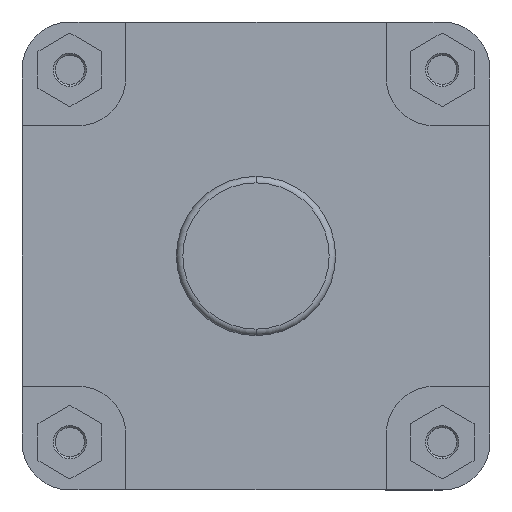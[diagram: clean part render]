
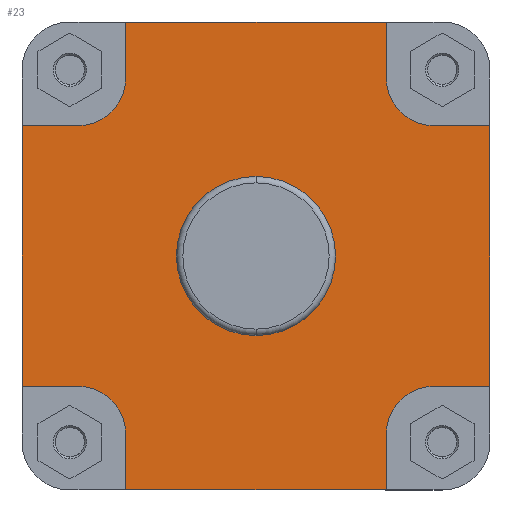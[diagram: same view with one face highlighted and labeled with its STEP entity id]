
A CAD part, left-side view. The second image highlights one B-rep face of the part: STEP entity #23.
In plain terms, the highlighted planar face has unit normal (-1, 0, 0).
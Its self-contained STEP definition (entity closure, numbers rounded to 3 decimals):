
#23 = ADVANCED_FACE ( 'NONE', ( #3004, #3002 ), #6372, .F. ) ;
#296 = AXIS2_PLACEMENT_3D ( 'NONE', #4707, #4713, #4714 ) ;
#311 = AXIS2_PLACEMENT_3D ( 'NONE', #4750, #4757, #4758 ) ;
#313 = AXIS2_PLACEMENT_3D ( 'NONE', #4769, #4770, #4771 ) ;
#315 = AXIS2_PLACEMENT_3D ( 'NONE', #4778, #4779, #4780 ) ;
#316 = AXIS2_PLACEMENT_3D ( 'NONE', #4787, #4788, #4789 ) ;
#399 = AXIS2_PLACEMENT_3D ( 'NONE', #874, #884, #885 ) ;
#874 = CARTESIAN_POINT ( 'NONE',  ( 65., 0., 0. ) ) ;
#884 = DIRECTION ( 'NONE',  ( -1., 0., 0. ) ) ;
#885 = DIRECTION ( 'NONE',  ( 0., 0., 1. ) ) ;
#1380 = CARTESIAN_POINT ( 'NONE',  ( 65., 0., -37.4 ) ) ;
#1387 = CARTESIAN_POINT ( 'NONE',  ( 65., 0., 37.4 ) ) ;
#1590 = CARTESIAN_POINT ( 'NONE',  ( 65., -83.75, -61.25 ) ) ;
#1591 = CARTESIAN_POINT ( 'NONE',  ( 65., -61.25, 110. ) ) ;
#1592 = CARTESIAN_POINT ( 'NONE',  ( 65., -61.25, -110. ) ) ;
#1593 = CARTESIAN_POINT ( 'NONE',  ( 65., 83.75, -61.25 ) ) ;
#1599 = CARTESIAN_POINT ( 'NONE',  ( 65., 110., 61.25 ) ) ;
#1600 = CARTESIAN_POINT ( 'NONE',  ( 65., 61.25, -110. ) ) ;
#1601 = CARTESIAN_POINT ( 'NONE',  ( 65., -61.25, 83.75 ) ) ;
#1602 = CARTESIAN_POINT ( 'NONE',  ( 65., 61.25, 110. ) ) ;
#1603 = CARTESIAN_POINT ( 'NONE',  ( 65., -110., -61.25 ) ) ;
#1604 = CARTESIAN_POINT ( 'NONE',  ( 65., 83.75, 61.25 ) ) ;
#1606 = CARTESIAN_POINT ( 'NONE',  ( 65., -110., 61.25 ) ) ;
#1656 = CARTESIAN_POINT ( 'NONE',  ( 65., 110., -61.25 ) ) ;
#1657 = CARTESIAN_POINT ( 'NONE',  ( 65., 61.25, -83.75 ) ) ;
#1658 = CARTESIAN_POINT ( 'NONE',  ( 65., 61.25, 83.75 ) ) ;
#1659 = CARTESIAN_POINT ( 'NONE',  ( 65., -83.75, 61.25 ) ) ;
#1660 = CARTESIAN_POINT ( 'NONE',  ( 65., -61.25, -83.75 ) ) ;
#2018 = CIRCLE ( 'NONE', #399, 37.4 ) ;
#2913 = EDGE_LOOP ( 'NONE', ( #6852, #6851, #6850, #6849, #6848, #6847, #6846, #6845, #6844, #6843, #6842, #6841, #6840, #6839, #6838, #6837 ) ) ;
#2933 = EDGE_LOOP ( 'NONE', ( #6854, #6853 ) ) ;
#3002 = FACE_OUTER_BOUND ( 'NONE', #2913, .T. ) ;
#3004 = FACE_BOUND ( 'NONE', #2933, .T. ) ;
#3526 = CIRCLE ( 'NONE', #296, 37.4 ) ;
#3536 = LINE ( 'NONE', #4761, #3550 ) ;
#3543 = LINE ( 'NONE', #4759, #3549 ) ;
#3544 = VECTOR ( 'NONE', #4760, 1000. ) ;
#3545 = LINE ( 'NONE', #4763, #3552 ) ;
#3547 = LINE ( 'NONE', #4754, #3544 ) ;
#3548 = CIRCLE ( 'NONE', #311, 22.5 ) ;
#3549 = VECTOR ( 'NONE', #4762, 1000. ) ;
#3550 = VECTOR ( 'NONE', #4764, 1000. ) ;
#3552 = VECTOR ( 'NONE', #4765, 1000. ) ;
#3553 = VECTOR ( 'NONE', #4773, 1000. ) ;
#3554 = LINE ( 'NONE', #4767, #3555 ) ;
#3555 = VECTOR ( 'NONE', #4768, 1000. ) ;
#3556 = LINE ( 'NONE', #4772, #3559 ) ;
#3557 = LINE ( 'NONE', #4766, #3553 ) ;
#3558 = CIRCLE ( 'NONE', #313, 22.5 ) ;
#3559 = VECTOR ( 'NONE', #4774, 1000. ) ;
#3560 = VECTOR ( 'NONE', #4782, 1000. ) ;
#3561 = LINE ( 'NONE', #4776, #3562 ) ;
#3562 = VECTOR ( 'NONE', #4777, 1000. ) ;
#3563 = LINE ( 'NONE', #4781, #3566 ) ;
#3564 = LINE ( 'NONE', #4775, #3560 ) ;
#3565 = CIRCLE ( 'NONE', #315, 22.5 ) ;
#3566 = VECTOR ( 'NONE', #4783, 1000. ) ;
#3567 = VECTOR ( 'NONE', #4792, 1000. ) ;
#3568 = LINE ( 'NONE', #4785, #3569 ) ;
#3569 = VECTOR ( 'NONE', #4786, 1000. ) ;
#3572 = LINE ( 'NONE', #4784, #3567 ) ;
#3573 = CIRCLE ( 'NONE', #316, 22.5 ) ;
#4707 = CARTESIAN_POINT ( 'NONE',  ( 65., 0., 0. ) ) ;
#4713 = DIRECTION ( 'NONE',  ( -1., 0., 0. ) ) ;
#4714 = DIRECTION ( 'NONE',  ( 0., 0., 1. ) ) ;
#4750 = CARTESIAN_POINT ( 'NONE',  ( 65., -83.75, -83.75 ) ) ;
#4754 = CARTESIAN_POINT ( 'NONE',  ( 65., -110., -61.25 ) ) ;
#4757 = DIRECTION ( 'NONE',  ( -1., 0., 0. ) ) ;
#4758 = DIRECTION ( 'NONE',  ( 0., 0., -1. ) ) ;
#4759 = CARTESIAN_POINT ( 'NONE',  ( 65., -242.141, -110. ) ) ;
#4760 = DIRECTION ( 'NONE',  ( 0., 1., 0. ) ) ;
#4761 = CARTESIAN_POINT ( 'NONE',  ( 65., -61.25, -83.75 ) ) ;
#4762 = DIRECTION ( 'NONE',  ( 0., -1., 0. ) ) ;
#4763 = CARTESIAN_POINT ( 'NONE',  ( 65., -110., 0. ) ) ;
#4764 = DIRECTION ( 'NONE',  ( 0., 0., -1. ) ) ;
#4765 = DIRECTION ( 'NONE',  ( 0., 0., 1. ) ) ;
#4766 = CARTESIAN_POINT ( 'NONE',  ( 65., -61.25, 110. ) ) ;
#4767 = CARTESIAN_POINT ( 'NONE',  ( 65., -83.75, 61.25 ) ) ;
#4768 = DIRECTION ( 'NONE',  ( 0., -1., 0. ) ) ;
#4769 = CARTESIAN_POINT ( 'NONE',  ( 65., -83.75, 83.75 ) ) ;
#4770 = DIRECTION ( 'NONE',  ( -1., 0., 0. ) ) ;
#4771 = DIRECTION ( 'NONE',  ( 0., 0., -1. ) ) ;
#4772 = CARTESIAN_POINT ( 'NONE',  ( 65., -242.141, 110. ) ) ;
#4773 = DIRECTION ( 'NONE',  ( 0., 0., -1. ) ) ;
#4774 = DIRECTION ( 'NONE',  ( 0., -1., 0. ) ) ;
#4775 = CARTESIAN_POINT ( 'NONE',  ( 65., 110., 61.25 ) ) ;
#4776 = CARTESIAN_POINT ( 'NONE',  ( 65., 61.25, 83.75 ) ) ;
#4777 = DIRECTION ( 'NONE',  ( 0., 0., 1. ) ) ;
#4778 = CARTESIAN_POINT ( 'NONE',  ( 65., 83.75, 83.75 ) ) ;
#4779 = DIRECTION ( 'NONE',  ( -1., 0., 0. ) ) ;
#4780 = DIRECTION ( 'NONE',  ( 0., 0., -1. ) ) ;
#4781 = CARTESIAN_POINT ( 'NONE',  ( 65., 110., 0. ) ) ;
#4782 = DIRECTION ( 'NONE',  ( 0., -1., 0. ) ) ;
#4783 = DIRECTION ( 'NONE',  ( 0., 0., 1. ) ) ;
#4784 = CARTESIAN_POINT ( 'NONE',  ( 65., 61.25, -110. ) ) ;
#4785 = CARTESIAN_POINT ( 'NONE',  ( 65., 83.75, -61.25 ) ) ;
#4786 = DIRECTION ( 'NONE',  ( 0., 1., 0. ) ) ;
#4787 = CARTESIAN_POINT ( 'NONE',  ( 65., 83.75, -83.75 ) ) ;
#4788 = DIRECTION ( 'NONE',  ( -1., 0., 0. ) ) ;
#4789 = DIRECTION ( 'NONE',  ( 0., 0., -1. ) ) ;
#4792 = DIRECTION ( 'NONE',  ( 0., 0., 1. ) ) ;
#5205 = EDGE_CURVE ( 'NONE', #6053, #6060, #3526, .T. ) ;
#5221 = EDGE_CURVE ( 'NONE', #6265, #6335, #3548, .T. ) ;
#5222 = EDGE_CURVE ( 'NONE', #6278, #6265, #3547, .T. ) ;
#5223 = EDGE_CURVE ( 'NONE', #6275, #6267, #3543, .T. ) ;
#5224 = EDGE_CURVE ( 'NONE', #6335, #6267, #3536, .T. ) ;
#5225 = EDGE_CURVE ( 'NONE', #6278, #6281, #3545, .T. ) ;
#5226 = EDGE_CURVE ( 'NONE', #6334, #6281, #3554, .T. ) ;
#5227 = EDGE_CURVE ( 'NONE', #6276, #6334, #3558, .T. ) ;
#5228 = EDGE_CURVE ( 'NONE', #6266, #6276, #3557, .T. ) ;
#5229 = EDGE_CURVE ( 'NONE', #6277, #6266, #3556, .T. ) ;
#5230 = EDGE_CURVE ( 'NONE', #6333, #6277, #3561, .T. ) ;
#5231 = EDGE_CURVE ( 'NONE', #6279, #6333, #3565, .T. ) ;
#5232 = EDGE_CURVE ( 'NONE', #6274, #6279, #3564, .T. ) ;
#5233 = EDGE_CURVE ( 'NONE', #6331, #6274, #3563, .T. ) ;
#5234 = EDGE_CURVE ( 'NONE', #6268, #6331, #3568, .T. ) ;
#5235 = EDGE_CURVE ( 'NONE', #6332, #6268, #3573, .T. ) ;
#5236 = EDGE_CURVE ( 'NONE', #6275, #6332, #3572, .T. ) ;
#5527 = EDGE_CURVE ( 'NONE', #6060, #6053, #2018, .T. ) ;
#5734 = AXIS2_PLACEMENT_3D ( 'NONE', #6452, #6461, #6946 ) ;
#6053 = VERTEX_POINT ( 'NONE', #1380 ) ;
#6060 = VERTEX_POINT ( 'NONE', #1387 ) ;
#6265 = VERTEX_POINT ( 'NONE', #1590 ) ;
#6266 = VERTEX_POINT ( 'NONE', #1591 ) ;
#6267 = VERTEX_POINT ( 'NONE', #1592 ) ;
#6268 = VERTEX_POINT ( 'NONE', #1593 ) ;
#6274 = VERTEX_POINT ( 'NONE', #1599 ) ;
#6275 = VERTEX_POINT ( 'NONE', #1600 ) ;
#6276 = VERTEX_POINT ( 'NONE', #1601 ) ;
#6277 = VERTEX_POINT ( 'NONE', #1602 ) ;
#6278 = VERTEX_POINT ( 'NONE', #1603 ) ;
#6279 = VERTEX_POINT ( 'NONE', #1604 ) ;
#6281 = VERTEX_POINT ( 'NONE', #1606 ) ;
#6331 = VERTEX_POINT ( 'NONE', #1656 ) ;
#6332 = VERTEX_POINT ( 'NONE', #1657 ) ;
#6333 = VERTEX_POINT ( 'NONE', #1658 ) ;
#6334 = VERTEX_POINT ( 'NONE', #1659 ) ;
#6335 = VERTEX_POINT ( 'NONE', #1660 ) ;
#6372 = PLANE ( 'NONE',  #5734 ) ;
#6452 = CARTESIAN_POINT ( 'NONE',  ( 65., 37.4, 0. ) ) ;
#6461 = DIRECTION ( 'NONE',  ( 1., 0., 0. ) ) ;
#6837 = ORIENTED_EDGE ( 'NONE', *, *, #5236, .F. ) ;
#6838 = ORIENTED_EDGE ( 'NONE', *, *, #5235, .F. ) ;
#6839 = ORIENTED_EDGE ( 'NONE', *, *, #5234, .F. ) ;
#6840 = ORIENTED_EDGE ( 'NONE', *, *, #5233, .F. ) ;
#6841 = ORIENTED_EDGE ( 'NONE', *, *, #5232, .F. ) ;
#6842 = ORIENTED_EDGE ( 'NONE', *, *, #5231, .F. ) ;
#6843 = ORIENTED_EDGE ( 'NONE', *, *, #5230, .F. ) ;
#6844 = ORIENTED_EDGE ( 'NONE', *, *, #5229, .F. ) ;
#6845 = ORIENTED_EDGE ( 'NONE', *, *, #5228, .F. ) ;
#6846 = ORIENTED_EDGE ( 'NONE', *, *, #5227, .F. ) ;
#6847 = ORIENTED_EDGE ( 'NONE', *, *, #5226, .F. ) ;
#6848 = ORIENTED_EDGE ( 'NONE', *, *, #5225, .T. ) ;
#6849 = ORIENTED_EDGE ( 'NONE', *, *, #5222, .F. ) ;
#6850 = ORIENTED_EDGE ( 'NONE', *, *, #5221, .F. ) ;
#6851 = ORIENTED_EDGE ( 'NONE', *, *, #5224, .F. ) ;
#6852 = ORIENTED_EDGE ( 'NONE', *, *, #5223, .T. ) ;
#6853 = ORIENTED_EDGE ( 'NONE', *, *, #5205, .F. ) ;
#6854 = ORIENTED_EDGE ( 'NONE', *, *, #5527, .F. ) ;
#6946 = DIRECTION ( 'NONE',  ( 0., 0., -1. ) ) ;
